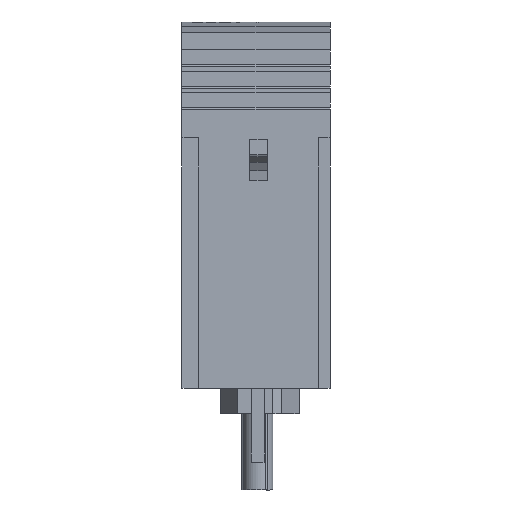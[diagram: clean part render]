
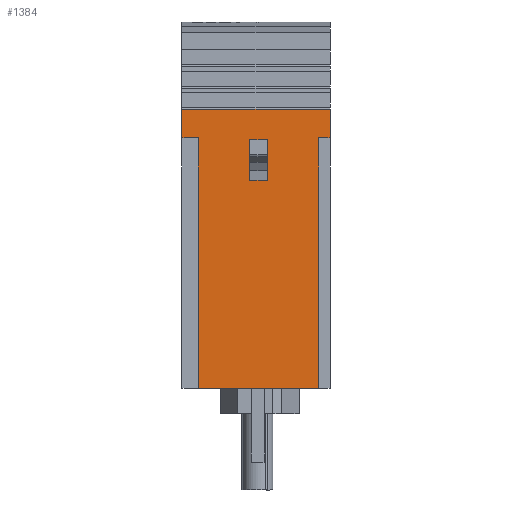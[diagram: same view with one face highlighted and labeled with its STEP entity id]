
A CAD part, front view. The second image highlights one B-rep face of the part: STEP entity #1384.
In plain terms, the highlighted planar face has unit normal (0, -1, 0).
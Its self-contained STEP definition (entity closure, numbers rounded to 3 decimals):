
#1384=ADVANCED_FACE('',(#2460,#2461),#1596,.F.);
#1596=PLANE('',#5427);
#1711=LINE('',#7451,#2070);
#1712=LINE('',#7453,#2071);
#1746=LINE('',#7519,#2105);
#1781=LINE('',#7588,#2140);
#1871=LINE('',#7792,#2230);
#1873=LINE('',#7796,#2232);
#1875=LINE('',#7800,#2234);
#1877=LINE('',#7804,#2236);
#1908=LINE('',#7868,#2267);
#1910=LINE('',#7873,#2269);
#1924=LINE('',#7898,#2283);
#1951=LINE('',#7953,#2310);
#2070=VECTOR('',#5560,1.);
#2071=VECTOR('',#5563,1.);
#2105=VECTOR('',#5599,1.);
#2140=VECTOR('',#5636,1.);
#2230=VECTOR('',#5820,1.);
#2232=VECTOR('',#5824,1.);
#2234=VECTOR('',#5828,1.);
#2236=VECTOR('',#5832,1.);
#2267=VECTOR('',#5885,1.);
#2269=VECTOR('',#5889,1.);
#2283=VECTOR('',#5917,1.);
#2310=VECTOR('',#6000,1.);
#2460=FACE_BOUND('',#2583,.T.);
#2461=FACE_BOUND('',#2584,.T.);
#2583=EDGE_LOOP('',(#3318,#3319,#3320,#3321,#3322,#3323,#3324,#3325));
#2584=EDGE_LOOP('',(#3326,#3327,#3328,#3329));
#3318=ORIENTED_EDGE('',*,*,#4573,.T.);
#3319=ORIENTED_EDGE('',*,*,#4422,.T.);
#3320=ORIENTED_EDGE('',*,*,#4557,.T.);
#3321=ORIENTED_EDGE('',*,*,#4559,.F.);
#3322=ORIENTED_EDGE('',*,*,#4600,.F.);
#3323=ORIENTED_EDGE('',*,*,#4352,.T.);
#3324=ORIENTED_EDGE('',*,*,#4353,.F.);
#3325=ORIENTED_EDGE('',*,*,#4387,.F.);
#3326=ORIENTED_EDGE('',*,*,#4526,.T.);
#3327=ORIENTED_EDGE('',*,*,#4520,.F.);
#3328=ORIENTED_EDGE('',*,*,#4522,.F.);
#3329=ORIENTED_EDGE('',*,*,#4524,.F.);
#3966=VERTEX_POINT('',#7448);
#3967=VERTEX_POINT('',#7450);
#3968=VERTEX_POINT('',#7454);
#3998=VERTEX_POINT('',#7518);
#4000=VERTEX_POINT('',#7523);
#4031=VERTEX_POINT('',#7587);
#4098=VERTEX_POINT('',#7791);
#4099=VERTEX_POINT('',#7793);
#4100=VERTEX_POINT('',#7797);
#4101=VERTEX_POINT('',#7801);
#4123=VERTEX_POINT('',#7867);
#4125=VERTEX_POINT('',#7872);
#4352=EDGE_CURVE('',#3966,#3967,#1711,.T.);
#4353=EDGE_CURVE('',#3968,#3967,#1712,.T.);
#4387=EDGE_CURVE('',#3998,#3968,#1746,.T.);
#4422=EDGE_CURVE('',#4000,#4031,#1781,.T.);
#4520=EDGE_CURVE('',#4098,#4099,#1871,.T.);
#4522=EDGE_CURVE('',#4100,#4098,#1873,.T.);
#4524=EDGE_CURVE('',#4101,#4100,#1875,.T.);
#4526=EDGE_CURVE('',#4101,#4099,#1877,.T.);
#4557=EDGE_CURVE('',#4031,#4123,#1908,.T.);
#4559=EDGE_CURVE('',#4125,#4123,#1910,.T.);
#4573=EDGE_CURVE('',#3998,#4000,#1924,.T.);
#4600=EDGE_CURVE('',#3966,#4125,#1951,.T.);
#5427=AXIS2_PLACEMENT_3D('',#7956,#6005,#6006);
#5560=DIRECTION('',(0.,0.,1.));
#5563=DIRECTION('',(-1.,0.,0.));
#5599=DIRECTION('',(0.,0.,-1.));
#5636=DIRECTION('',(0.,0.,-1.));
#5820=DIRECTION('',(1.,0.,0.));
#5824=DIRECTION('',(0.,0.,-1.));
#5828=DIRECTION('',(-1.,0.,0.));
#5832=DIRECTION('',(0.,0.,-1.));
#5885=DIRECTION('',(1.,0.,0.));
#5889=DIRECTION('',(0.,0.,1.));
#5917=DIRECTION('',(-1.,0.,0.));
#6000=DIRECTION('',(-1.,0.,0.));
#6005=DIRECTION('',(0.,1.,0.));
#6006=DIRECTION('',(0.,0.,-1.));
#7448=CARTESIAN_POINT('',(16.15,3.8,12.));
#7450=CARTESIAN_POINT('',(16.15,3.8,41.6));
#7451=CARTESIAN_POINT('',(16.15,3.8,12.));
#7453=CARTESIAN_POINT('',(17.8,3.8,41.6));
#7454=CARTESIAN_POINT('',(17.5,3.8,41.6));
#7518=CARTESIAN_POINT('',(17.5,3.8,45.));
#7519=CARTESIAN_POINT('',(17.5,3.8,16.258));
#7523=CARTESIAN_POINT('',(0.,3.8,45.));
#7587=CARTESIAN_POINT('',(0.,3.8,41.6));
#7588=CARTESIAN_POINT('',(0.,3.8,16.258));
#7791=CARTESIAN_POINT('',(8.,3.8,36.6));
#7792=CARTESIAN_POINT('',(17.8,3.8,36.6));
#7793=CARTESIAN_POINT('',(10.1,3.8,36.6));
#7796=CARTESIAN_POINT('',(8.,3.8,16.258));
#7797=CARTESIAN_POINT('',(8.,3.8,41.4));
#7800=CARTESIAN_POINT('',(10.1,3.8,41.4));
#7801=CARTESIAN_POINT('',(10.1,3.8,41.4));
#7804=CARTESIAN_POINT('',(10.1,3.8,16.258));
#7867=CARTESIAN_POINT('',(1.95,3.8,41.6));
#7868=CARTESIAN_POINT('',(17.8,3.8,41.6));
#7872=CARTESIAN_POINT('',(1.95,3.8,12.));
#7873=CARTESIAN_POINT('',(1.95,3.8,16.258));
#7898=CARTESIAN_POINT('',(17.8,3.8,45.));
#7953=CARTESIAN_POINT('',(17.8,3.8,12.));
#7956=CARTESIAN_POINT('',(17.8,3.8,12.));
